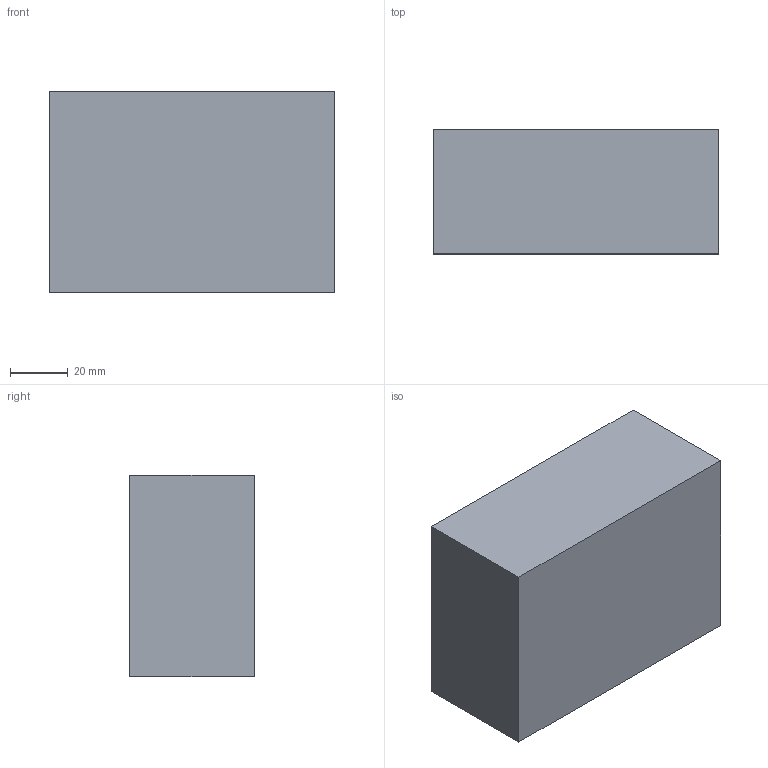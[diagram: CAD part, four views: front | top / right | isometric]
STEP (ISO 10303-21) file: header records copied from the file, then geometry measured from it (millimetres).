
FILE_DESCRIPTION(('FreeCAD Model'),'2;1');
FILE_NAME('cryo-box.step', '2020-05-20T16:29:18',('Author'),(''), 'Open CASCADE STEP processor 7.3','FreeCAD','Unknown');
FILE_SCHEMA(('AUTOMOTIVE_DESIGN { 1 0 10303 214 1 1 1 1 }'));
Length unit declared in the file: millimetre
Products named in the file (1): CryogenContainer_AbCamBox_2mmInternalFillets002_(Solid)
Bounding box: 99 x 43 x 70 mm (x, y, z)
Volume: 78989.5 mm3; surface area: 45696.9 mm2
Topology: 1 solids, 1 shells, 349 faces, 750 edges, 406 vertices
Faces by surface type: plane 349
Entity records: 18300 total; most frequent: CARTESIAN_POINT 3345, DIRECTION 2611, LINE 1911, VECTOR 1911, ORIENTED_EDGE 1500, PCURVE 1500, DEFINITIONAL_REPRESENTATION 1500, EDGE_CURVE 750
